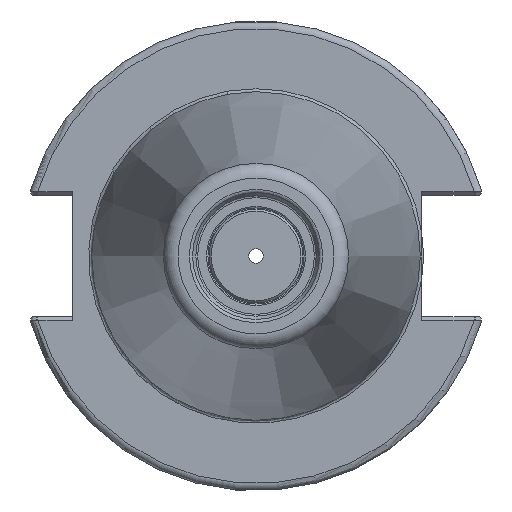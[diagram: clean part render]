
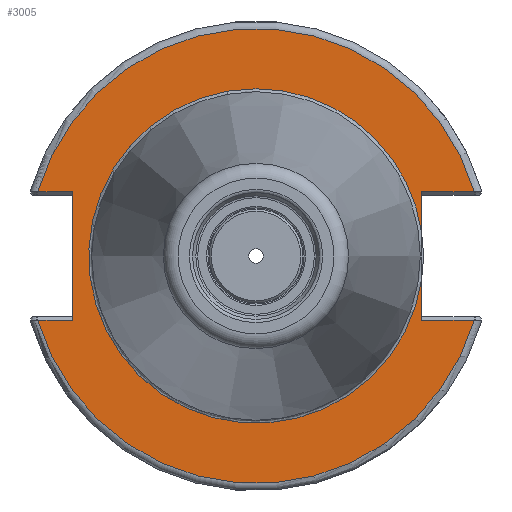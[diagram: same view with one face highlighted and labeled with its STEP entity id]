
A CAD part, left-side view. The second image highlights one B-rep face of the part: STEP entity #3005.
In plain terms, the highlighted planar face has unit normal (-1, 0, 0).
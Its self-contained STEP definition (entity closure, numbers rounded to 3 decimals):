
#243=PLANE('',#3247);
#321=FACE_OUTER_BOUND('',#497,.T.);
#497=EDGE_LOOP('',(#2146,#2147,#2148,#2149,#2150,#2151,#2152,#2153,#2154,
#2155,#2156));
#681=LINE('',#4582,#847);
#688=LINE('',#4704,#854);
#689=LINE('',#4708,#855);
#690=LINE('',#4710,#856);
#691=LINE('',#4712,#857);
#692=LINE('',#4716,#858);
#693=LINE('',#4718,#859);
#847=VECTOR('',#3705,10.);
#854=VECTOR('',#3716,10.);
#855=VECTOR('',#3719,10.);
#856=VECTOR('',#3720,10.);
#857=VECTOR('',#3721,10.);
#858=VECTOR('',#3724,10.);
#859=VECTOR('',#3725,10.);
#1047=CIRCLE('',#3248,30.775);
#1048=CIRCLE('',#3249,30.775);
#1049=CIRCLE('',#3250,22.625);
#1050=CIRCLE('',#3251,22.625);
#1267=VERTEX_POINT('',#4579);
#1268=VERTEX_POINT('',#4581);
#1276=VERTEX_POINT('',#4703);
#1277=VERTEX_POINT('',#4705);
#1278=VERTEX_POINT('',#4707);
#1279=VERTEX_POINT('',#4709);
#1280=VERTEX_POINT('',#4711);
#1281=VERTEX_POINT('',#4713);
#1282=VERTEX_POINT('',#4715);
#1283=VERTEX_POINT('',#4717);
#1284=VERTEX_POINT('',#4719);
#1604=EDGE_CURVE('',#1267,#1268,#681,.T.);
#1616=EDGE_CURVE('',#1276,#1268,#688,.T.);
#1617=EDGE_CURVE('',#1277,#1267,#1047,.T.);
#1618=EDGE_CURVE('',#1278,#1277,#689,.T.);
#1619=EDGE_CURVE('',#1278,#1279,#690,.T.);
#1620=EDGE_CURVE('',#1280,#1279,#691,.T.);
#1621=EDGE_CURVE('',#1281,#1280,#1048,.T.);
#1622=EDGE_CURVE('',#1282,#1281,#692,.T.);
#1623=EDGE_CURVE('',#1282,#1283,#693,.T.);
#1624=EDGE_CURVE('',#1283,#1284,#1049,.T.);
#1625=EDGE_CURVE('',#1284,#1276,#1050,.T.);
#2146=ORIENTED_EDGE('',*,*,#1616,.T.);
#2147=ORIENTED_EDGE('',*,*,#1604,.F.);
#2148=ORIENTED_EDGE('',*,*,#1617,.F.);
#2149=ORIENTED_EDGE('',*,*,#1618,.F.);
#2150=ORIENTED_EDGE('',*,*,#1619,.T.);
#2151=ORIENTED_EDGE('',*,*,#1620,.F.);
#2152=ORIENTED_EDGE('',*,*,#1621,.F.);
#2153=ORIENTED_EDGE('',*,*,#1622,.F.);
#2154=ORIENTED_EDGE('',*,*,#1623,.T.);
#2155=ORIENTED_EDGE('',*,*,#1624,.T.);
#2156=ORIENTED_EDGE('',*,*,#1625,.T.);
#3005=ADVANCED_FACE('',(#321),#243,.T.);
#3247=AXIS2_PLACEMENT_3D('',#4702,#3714,#3715);
#3248=AXIS2_PLACEMENT_3D('',#4706,#3717,#3718);
#3249=AXIS2_PLACEMENT_3D('',#4714,#3722,#3723);
#3250=AXIS2_PLACEMENT_3D('',#4720,#3726,#3727);
#3251=AXIS2_PLACEMENT_3D('',#4721,#3728,#3729);
#3705=DIRECTION('',(0.,1.,0.));
#3714=DIRECTION('center_axis',(-1.,0.,0.));
#3715=DIRECTION('ref_axis',(0.,0.,1.));
#3716=DIRECTION('',(0.,0.,1.));
#3717=DIRECTION('center_axis',(1.,0.,0.));
#3718=DIRECTION('ref_axis',(0.,0.,-1.));
#3719=DIRECTION('',(0.,1.,0.));
#3720=DIRECTION('',(0.,0.,-1.));
#3721=DIRECTION('',(0.,-1.,0.));
#3722=DIRECTION('center_axis',(1.,0.,0.));
#3723=DIRECTION('ref_axis',(0.,0.,-1.));
#3724=DIRECTION('',(0.,-1.,0.));
#3725=DIRECTION('',(0.,0.,1.));
#3726=DIRECTION('center_axis',(1.,0.,0.));
#3727=DIRECTION('ref_axis',(0.,0.,-1.));
#3728=DIRECTION('center_axis',(1.,0.,0.));
#3729=DIRECTION('ref_axis',(0.,0.,-1.));
#4579=CARTESIAN_POINT('',(1.,-29.523,8.69));
#4581=CARTESIAN_POINT('',(1.,-22.41,8.69));
#4582=CARTESIAN_POINT('',(1.,4.182,8.69));
#4702=CARTESIAN_POINT('Origin',(1.,30.775,0.));
#4703=CARTESIAN_POINT('',(1.,-22.41,3.112));
#4704=CARTESIAN_POINT('',(1.,-22.41,-4.095));
#4705=CARTESIAN_POINT('',(1.,29.523,8.69));
#4706=CARTESIAN_POINT('Origin',(1.,0.,0.));
#4707=CARTESIAN_POINT('',(1.,24.8,8.69));
#4708=CARTESIAN_POINT('',(1.,38.399,8.69));
#4709=CARTESIAN_POINT('',(1.,24.8,-8.69));
#4710=CARTESIAN_POINT('',(1.,24.8,4.095));
#4711=CARTESIAN_POINT('',(1.,29.523,-8.69));
#4712=CARTESIAN_POINT('',(1.,27.788,-8.69));
#4713=CARTESIAN_POINT('',(1.,-29.523,-8.69));
#4714=CARTESIAN_POINT('Origin',(1.,0.,0.));
#4715=CARTESIAN_POINT('',(1.,-22.41,-8.69));
#4716=CARTESIAN_POINT('',(1.,-6.591,-8.69));
#4717=CARTESIAN_POINT('',(1.,-22.41,-3.112));
#4718=CARTESIAN_POINT('',(1.,-22.41,-4.095));
#4719=CARTESIAN_POINT('',(1.,0.,22.625));
#4720=CARTESIAN_POINT('Origin',(1.,0.,0.));
#4721=CARTESIAN_POINT('Origin',(1.,0.,0.));
